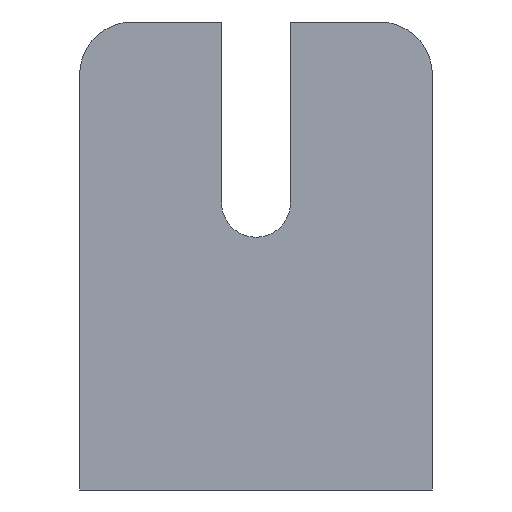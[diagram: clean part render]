
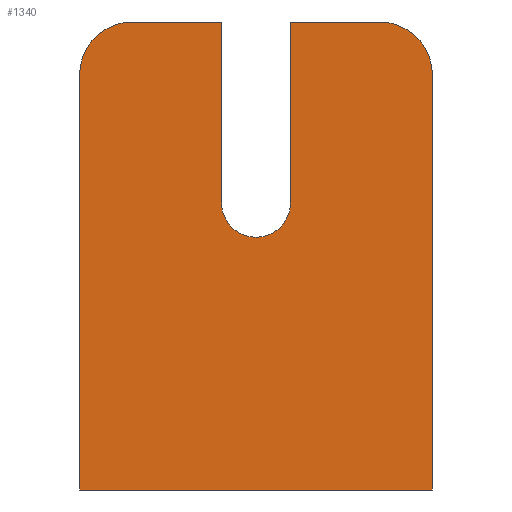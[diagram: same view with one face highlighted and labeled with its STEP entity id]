
A CAD part, front view. The second image highlights one B-rep face of the part: STEP entity #1340.
In plain terms, the highlighted planar face has unit normal (0, -1, 0).
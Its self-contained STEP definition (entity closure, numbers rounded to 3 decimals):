
#28 = AXIS2_PLACEMENT_3D ( 'NONE', #574, #1585, #1479 ) ;
#36 = CARTESIAN_POINT ( 'NONE',  ( 16.75, 0., 39.45 ) ) ;
#59 = DIRECTION ( 'NONE',  ( -1., 0., 0. ) ) ;
#74 = VERTEX_POINT ( 'NONE', #688 ) ;
#75 = AXIS2_PLACEMENT_3D ( 'NONE', #1478, #1468, #1604 ) ;
#98 = CIRCLE ( 'NONE', #28, 3.275 ) ;
#107 = EDGE_LOOP ( 'NONE', ( #1485, #467, #1420, #378, #731, #597, #1471, #991, #1353, #1336 ) ) ;
#113 = VERTEX_POINT ( 'NONE', #419 ) ;
#138 = EDGE_CURVE ( 'NONE', #74, #1153, #1111, .T. ) ;
#159 = VERTEX_POINT ( 'NONE', #36 ) ;
#161 = EDGE_CURVE ( 'NONE', #994, #556, #1628, .T. ) ;
#187 = EDGE_CURVE ( 'NONE', #74, #1140, #1059, .T. ) ;
#228 = FACE_OUTER_BOUND ( 'NONE', #107, .T. ) ;
#236 = CARTESIAN_POINT ( 'NONE',  ( 16.75, 0., 0. ) ) ;
#244 = DIRECTION ( 'NONE',  ( 1., 0., 0. ) ) ;
#262 = CARTESIAN_POINT ( 'NONE',  ( 16.75, 0., 44.45 ) ) ;
#263 = LINE ( 'NONE', #262, #1243 ) ;
#289 = LINE ( 'NONE', #1025, #1606 ) ;
#348 = EDGE_CURVE ( 'NONE', #994, #628, #1348, .T. ) ;
#370 = CIRCLE ( 'NONE', #75, 5. ) ;
#378 = ORIENTED_EDGE ( 'NONE', *, *, #642, .T. ) ;
#415 = EDGE_CURVE ( 'NONE', #1140, #664, #289, .T. ) ;
#419 = CARTESIAN_POINT ( 'NONE',  ( -3.275, 0., 27.275 ) ) ;
#431 = DIRECTION ( 'NONE',  ( 1., 0., 0. ) ) ;
#454 = CARTESIAN_POINT ( 'NONE',  ( -11.75, 0., 39.45 ) ) ;
#467 = ORIENTED_EDGE ( 'NONE', *, *, #187, .T. ) ;
#480 = DIRECTION ( 'NONE',  ( 1., 0., 0. ) ) ;
#546 = CARTESIAN_POINT ( 'NONE',  ( -3.275, 0., 27.275 ) ) ;
#547 = EDGE_CURVE ( 'NONE', #113, #1153, #599, .T. ) ;
#556 = VERTEX_POINT ( 'NONE', #901 ) ;
#574 = CARTESIAN_POINT ( 'NONE',  ( 0., 0., 27.275 ) ) ;
#578 = DIRECTION ( 'NONE',  ( 0., -1., 0. ) ) ;
#597 = ORIENTED_EDGE ( 'NONE', *, *, #893, .T. ) ;
#599 = LINE ( 'NONE', #546, #910 ) ;
#628 = VERTEX_POINT ( 'NONE', #661 ) ;
#642 = EDGE_CURVE ( 'NONE', #664, #1172, #671, .T. ) ;
#647 = CARTESIAN_POINT ( 'NONE',  ( 16.75, 0., 0. ) ) ;
#661 = CARTESIAN_POINT ( 'NONE',  ( 11.75, 0., 44.45 ) ) ;
#664 = VERTEX_POINT ( 'NONE', #796 ) ;
#671 = LINE ( 'NONE', #647, #989 ) ;
#688 = CARTESIAN_POINT ( 'NONE',  ( -11.75, 0., 44.45 ) ) ;
#696 = DIRECTION ( 'NONE',  ( 0., 0., -1. ) ) ;
#731 = ORIENTED_EDGE ( 'NONE', *, *, #1061, .F. ) ;
#734 = CARTESIAN_POINT ( 'NONE',  ( 16.75, 0., 44.45 ) ) ;
#751 = VECTOR ( 'NONE', #696, 1000. ) ;
#763 = DIRECTION ( 'NONE',  ( 0., 0., 1. ) ) ;
#764 = DIRECTION ( 'NONE',  ( -1., 0., 0. ) ) ;
#796 = CARTESIAN_POINT ( 'NONE',  ( -16.75, 0., 0. ) ) ;
#889 = CARTESIAN_POINT ( 'NONE',  ( -3.275, 0., 44.45 ) ) ;
#890 = DIRECTION ( 'NONE',  ( 0., 0., -1. ) ) ;
#893 = EDGE_CURVE ( 'NONE', #159, #628, #370, .T. ) ;
#899 = DIRECTION ( 'NONE',  ( 0., 0., -1. ) ) ;
#901 = CARTESIAN_POINT ( 'NONE',  ( 3.275, 0., 27.275 ) ) ;
#910 = VECTOR ( 'NONE', #763, 1000. ) ;
#926 = CARTESIAN_POINT ( 'NONE',  ( 16.75, 0., 44.45 ) ) ;
#935 = AXIS2_PLACEMENT_3D ( 'NONE', #454, #578, #59 ) ;
#989 = VECTOR ( 'NONE', #244, 1000. ) ;
#991 = ORIENTED_EDGE ( 'NONE', *, *, #161, .T. ) ;
#994 = VERTEX_POINT ( 'NONE', #1113 ) ;
#1025 = CARTESIAN_POINT ( 'NONE',  ( -16.75, 0., 44.45 ) ) ;
#1036 = PLANE ( 'NONE',  #1528 ) ;
#1059 = CIRCLE ( 'NONE', #935, 5. ) ;
#1061 = EDGE_CURVE ( 'NONE', #159, #1172, #263, .T. ) ;
#1111 = LINE ( 'NONE', #1189, #1467 ) ;
#1113 = CARTESIAN_POINT ( 'NONE',  ( 3.275, 0., 44.45 ) ) ;
#1140 = VERTEX_POINT ( 'NONE', #1246 ) ;
#1153 = VERTEX_POINT ( 'NONE', #889 ) ;
#1172 = VERTEX_POINT ( 'NONE', #236 ) ;
#1189 = CARTESIAN_POINT ( 'NONE',  ( 16.75, 0., 44.45 ) ) ;
#1243 = VECTOR ( 'NONE', #899, 1000. ) ;
#1246 = CARTESIAN_POINT ( 'NONE',  ( -16.75, 0., 39.45 ) ) ;
#1287 = DIRECTION ( 'NONE',  ( 0., 1., 0. ) ) ;
#1336 = ORIENTED_EDGE ( 'NONE', *, *, #547, .T. ) ;
#1340 = ADVANCED_FACE ( 'NONE', ( #228 ), #1036, .F. ) ;
#1348 = LINE ( 'NONE', #734, #1563 ) ;
#1353 = ORIENTED_EDGE ( 'NONE', *, *, #1595, .T. ) ;
#1420 = ORIENTED_EDGE ( 'NONE', *, *, #415, .T. ) ;
#1467 = VECTOR ( 'NONE', #431, 1000. ) ;
#1468 = DIRECTION ( 'NONE',  ( 0., -1., 0. ) ) ;
#1471 = ORIENTED_EDGE ( 'NONE', *, *, #348, .F. ) ;
#1478 = CARTESIAN_POINT ( 'NONE',  ( 11.75, 0., 39.45 ) ) ;
#1479 = DIRECTION ( 'NONE',  ( -1., 0., 0. ) ) ;
#1485 = ORIENTED_EDGE ( 'NONE', *, *, #138, .F. ) ;
#1528 = AXIS2_PLACEMENT_3D ( 'NONE', #926, #1287, #764 ) ;
#1561 = CARTESIAN_POINT ( 'NONE',  ( 3.275, 0., 44.45 ) ) ;
#1563 = VECTOR ( 'NONE', #480, 1000. ) ;
#1585 = DIRECTION ( 'NONE',  ( 0., 1., 0. ) ) ;
#1595 = EDGE_CURVE ( 'NONE', #556, #113, #98, .T. ) ;
#1604 = DIRECTION ( 'NONE',  ( -1., 0., 0. ) ) ;
#1606 = VECTOR ( 'NONE', #890, 1000. ) ;
#1628 = LINE ( 'NONE', #1561, #751 ) ;
